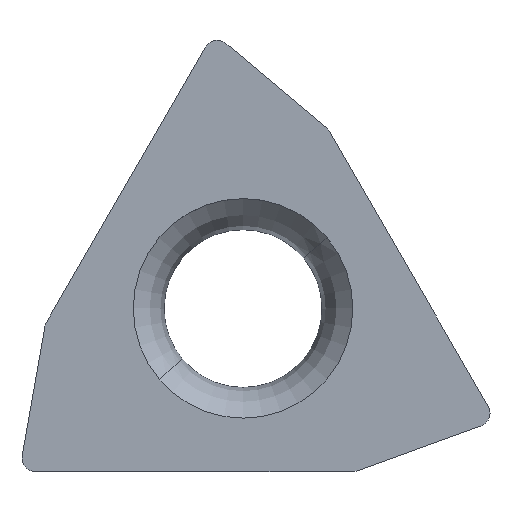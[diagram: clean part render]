
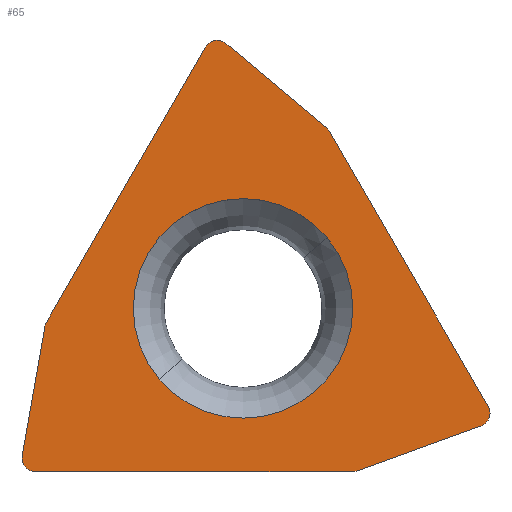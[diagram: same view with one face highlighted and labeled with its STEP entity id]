
A CAD part, top view. The second image highlights one B-rep face of the part: STEP entity #65.
In plain terms, the highlighted planar face has unit normal (0, 0, 1).
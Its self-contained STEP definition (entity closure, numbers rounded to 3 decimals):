
#65=ADVANCED_FACE('',(#93,#94),#85,.F.);
#85=PLANE('',#535);
#93=FACE_BOUND('',#97,.T.);
#94=FACE_BOUND('',#98,.T.);
#97=EDGE_LOOP('',(#119,#120,#121,#122,#123,#124,#125,#126,#127,#128,#129,
#130,#131,#132));
#98=EDGE_LOOP('',(#133,#134));
#119=ORIENTED_EDGE('',*,*,#257,.F.);
#120=ORIENTED_EDGE('',*,*,#258,.F.);
#121=ORIENTED_EDGE('',*,*,#259,.F.);
#122=ORIENTED_EDGE('',*,*,#260,.F.);
#123=ORIENTED_EDGE('',*,*,#261,.F.);
#124=ORIENTED_EDGE('',*,*,#262,.F.);
#125=ORIENTED_EDGE('',*,*,#263,.F.);
#126=ORIENTED_EDGE('',*,*,#264,.F.);
#127=ORIENTED_EDGE('',*,*,#265,.F.);
#128=ORIENTED_EDGE('',*,*,#266,.F.);
#129=ORIENTED_EDGE('',*,*,#267,.F.);
#130=ORIENTED_EDGE('',*,*,#268,.F.);
#131=ORIENTED_EDGE('',*,*,#269,.F.);
#132=ORIENTED_EDGE('',*,*,#270,.F.);
#133=ORIENTED_EDGE('',*,*,#271,.F.);
#134=ORIENTED_EDGE('',*,*,#272,.F.);
#223=VERTEX_POINT('',#724);
#224=VERTEX_POINT('',#725);
#225=VERTEX_POINT('',#727);
#226=VERTEX_POINT('',#729);
#227=VERTEX_POINT('',#731);
#228=VERTEX_POINT('',#733);
#229=VERTEX_POINT('',#735);
#230=VERTEX_POINT('',#737);
#231=VERTEX_POINT('',#739);
#232=VERTEX_POINT('',#741);
#233=VERTEX_POINT('',#743);
#234=VERTEX_POINT('',#745);
#235=VERTEX_POINT('',#747);
#236=VERTEX_POINT('',#749);
#237=VERTEX_POINT('',#752);
#238=VERTEX_POINT('',#753);
#257=EDGE_CURVE('',#223,#224,#319,.T.);
#258=EDGE_CURVE('',#225,#223,#391,.T.);
#259=EDGE_CURVE('',#226,#225,#320,.T.);
#260=EDGE_CURVE('',#227,#226,#321,.T.);
#261=EDGE_CURVE('',#228,#227,#392,.T.);
#262=EDGE_CURVE('',#229,#228,#322,.T.);
#263=EDGE_CURVE('',#230,#229,#393,.T.);
#264=EDGE_CURVE('',#231,#230,#323,.T.);
#265=EDGE_CURVE('',#232,#231,#324,.T.);
#266=EDGE_CURVE('',#233,#232,#394,.T.);
#267=EDGE_CURVE('',#234,#233,#325,.T.);
#268=EDGE_CURVE('',#235,#234,#395,.T.);
#269=EDGE_CURVE('',#236,#235,#326,.T.);
#270=EDGE_CURVE('',#224,#236,#396,.T.);
#271=EDGE_CURVE('',#237,#238,#327,.T.);
#272=EDGE_CURVE('',#238,#237,#328,.T.);
#319=CIRCLE('',#525,0.2);
#320=CIRCLE('',#526,0.2);
#321=CIRCLE('',#527,0.2);
#322=CIRCLE('',#528,0.2);
#323=CIRCLE('',#529,0.2);
#324=CIRCLE('',#530,0.2);
#325=CIRCLE('',#531,0.2);
#326=CIRCLE('',#532,0.2);
#327=CIRCLE('',#533,1.6);
#328=CIRCLE('',#534,1.6);
#391=LINE('',#726,#431);
#392=LINE('',#732,#432);
#393=LINE('',#736,#433);
#394=LINE('',#742,#434);
#395=LINE('',#746,#435);
#396=LINE('',#750,#436);
#431=VECTOR('',#595,1.);
#432=VECTOR('',#600,1.);
#433=VECTOR('',#603,1.);
#434=VECTOR('',#608,1.);
#435=VECTOR('',#611,1.);
#436=VECTOR('',#614,1.);
#525=AXIS2_PLACEMENT_3D('',#723,#593,#594);
#526=AXIS2_PLACEMENT_3D('',#728,#596,#597);
#527=AXIS2_PLACEMENT_3D('',#730,#598,#599);
#528=AXIS2_PLACEMENT_3D('',#734,#601,#602);
#529=AXIS2_PLACEMENT_3D('',#738,#604,#605);
#530=AXIS2_PLACEMENT_3D('',#740,#606,#607);
#531=AXIS2_PLACEMENT_3D('',#744,#609,#610);
#532=AXIS2_PLACEMENT_3D('',#748,#612,#613);
#533=AXIS2_PLACEMENT_3D('',#751,#615,#616);
#534=AXIS2_PLACEMENT_3D('',#754,#617,#618);
#535=AXIS2_PLACEMENT_3D('',#755,#619,#620);
#593=DIRECTION('',(0.,0.,-1.));
#594=DIRECTION('',(0.342,-0.94,0.));
#595=DIRECTION('',(-0.94,-0.342,0.));
#596=DIRECTION('',(0.,0.,-1.));
#597=DIRECTION('',(0.643,-0.766,0.));
#598=DIRECTION('',(0.,0.,-1.));
#599=DIRECTION('',(0.866,0.5,0.));
#600=DIRECTION('',(0.5,-0.866,0.));
#601=DIRECTION('',(0.,0.,-1.));
#602=DIRECTION('',(0.643,0.766,0.));
#603=DIRECTION('',(0.766,-0.643,0.));
#604=DIRECTION('',(0.,0.,-1.));
#605=DIRECTION('',(-0.643,0.766,0.));
#606=DIRECTION('',(0.,0.,-1.));
#607=DIRECTION('',(-0.866,0.5,0.));
#608=DIRECTION('',(0.5,0.866,0.));
#609=DIRECTION('',(0.,0.,-1.));
#610=DIRECTION('',(-0.985,0.174,0.));
#611=DIRECTION('',(0.174,0.985,0.));
#612=DIRECTION('',(0.,0.,-1.));
#613=DIRECTION('',(0.,-1.,0.));
#614=DIRECTION('',(-1.,0.,0.));
#615=DIRECTION('',(0.,0.,1.));
#616=DIRECTION('',(0.766,0.643,0.));
#617=DIRECTION('',(0.,0.,1.));
#618=DIRECTION('',(-0.766,-0.643,0.));
#619=DIRECTION('',(0.,0.,-1.));
#620=DIRECTION('',(0.643,-0.766,0.));
#723=CARTESIAN_POINT('',(1.604,-2.18,0.));
#724=CARTESIAN_POINT('',(1.672,-2.368,0.));
#725=CARTESIAN_POINT('',(1.604,-2.38,0.));
#726=CARTESIAN_POINT('',(3.467,-1.715,0.));
#727=CARTESIAN_POINT('',(3.467,-1.715,0.));
#728=CARTESIAN_POINT('',(3.399,-1.527,0.));
#729=CARTESIAN_POINT('',(3.527,-1.68,0.));
#730=CARTESIAN_POINT('',(3.399,-1.527,0.));
#731=CARTESIAN_POINT('',(3.572,-1.427,0.));
#732=CARTESIAN_POINT('',(1.259,2.579,0.));
#733=CARTESIAN_POINT('',(1.259,2.579,0.));
#734=CARTESIAN_POINT('',(1.086,2.479,0.));
#735=CARTESIAN_POINT('',(1.215,2.632,0.));
#736=CARTESIAN_POINT('',(-0.249,3.86,0.));
#737=CARTESIAN_POINT('',(-0.249,3.86,0.));
#738=CARTESIAN_POINT('',(-0.377,3.707,0.));
#739=CARTESIAN_POINT('',(-0.506,3.86,0.));
#740=CARTESIAN_POINT('',(-0.377,3.707,0.));
#741=CARTESIAN_POINT('',(-0.55,3.807,0.));
#742=CARTESIAN_POINT('',(-2.863,-0.199,0.));
#743=CARTESIAN_POINT('',(-2.863,-0.199,0.));
#744=CARTESIAN_POINT('',(-2.69,-0.299,0.));
#745=CARTESIAN_POINT('',(-2.887,-0.264,0.));
#746=CARTESIAN_POINT('',(-3.218,-2.145,0.));
#747=CARTESIAN_POINT('',(-3.218,-2.145,0.));
#748=CARTESIAN_POINT('',(-3.021,-2.18,0.));
#749=CARTESIAN_POINT('',(-3.021,-2.38,0.));
#750=CARTESIAN_POINT('',(1.604,-2.38,0.));
#751=CARTESIAN_POINT('',(0.,0.,0.));
#752=CARTESIAN_POINT('',(1.226,1.028,0.));
#753=CARTESIAN_POINT('',(-1.226,-1.028,0.));
#754=CARTESIAN_POINT('',(0.,0.,0.));
#755=CARTESIAN_POINT('',(0.,0.,0.));
